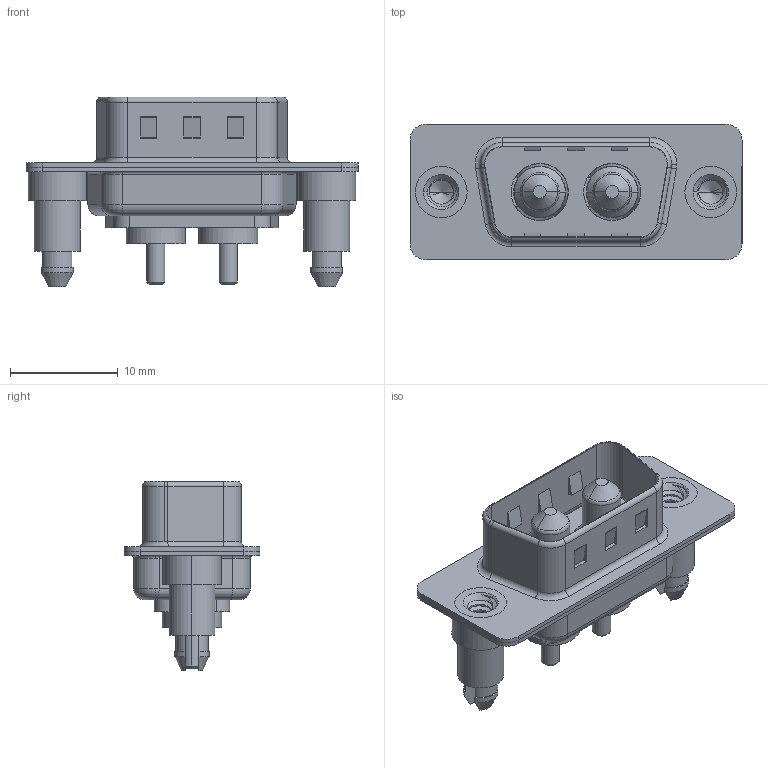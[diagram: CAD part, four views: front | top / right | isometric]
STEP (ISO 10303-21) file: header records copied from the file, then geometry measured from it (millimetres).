
FILE_DESCRIPTION (( 'STEP AP203' ), '1' );
FILE_NAME ('627-2W2-224-1T5.STEP', '2019-05-23T18:47:23', ( '' ), ( '' ), 'SwSTEP 2.0', 'SolidWorks 2016', '' );
FILE_SCHEMA (( 'CONFIG_CONTROL_DESIGN' ));
Length unit declared in the file: millimetre
Products named in the file (6): 627Combo Housing_2W2; 627Combo Shell Rear_09 Contacts; 627Combo Shell Front_09 Contacts; 627Combo Threaded Boardlock_5; Power Pin_10A S; 627-2W2-224-1T5
Assembly tree (7 placements, depth 2):
  627-2W2-224-1T5
    627Combo Housing_2W2
    627Combo Shell Rear_09 Contacts
    627Combo Shell Front_09 Contacts
    627Combo Threaded Boardlock_5  x2
    Power Pin_10A S  x2
Bounding box: 30.8 x 12.6 x 17.6 mm (x, y, z)
Volume: 1556.4 mm3; surface area: 3899.5 mm2
Topology: 9 solids, 9 shells, 434 faces, 1059 edges, 664 vertices
Faces by surface type: cylinder 199, plane 143, torus 54, cone 28, bspline 10
Entity records: 12401 total; most frequent: CARTESIAN_POINT 3529, DIRECTION 1792, ORIENTED_EDGE 1670, EDGE_CURVE 835, AXIS2_PLACEMENT_3D 687, VERTEX_POINT 525, LINE 418, VECTOR 418
